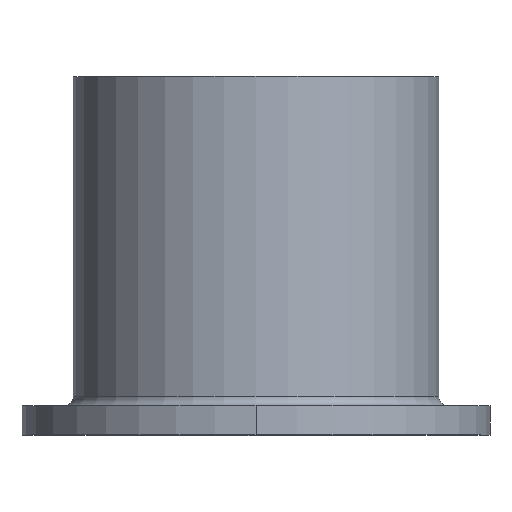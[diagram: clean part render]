
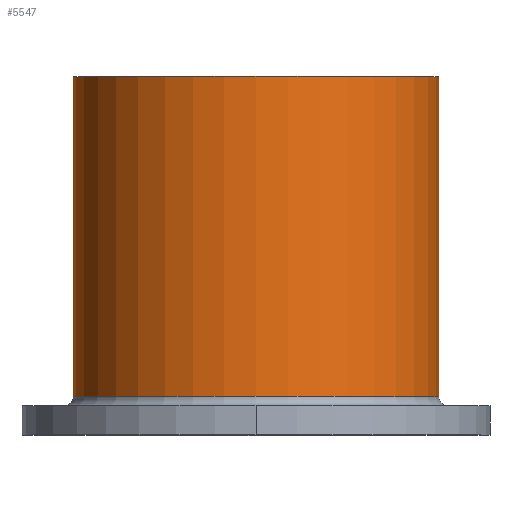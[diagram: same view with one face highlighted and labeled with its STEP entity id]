
A CAD part, top view. The second image highlights one B-rep face of the part: STEP entity #5547.
In plain terms, the highlighted cylindrical face has radius 50 mm (diameter 100 mm), a partial arc.
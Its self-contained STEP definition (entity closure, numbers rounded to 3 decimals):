
#2711=CARTESIAN_POINT('',(40.779,5.608,92.88));
#2712=DIRECTION('',(0.,-1.,0.));
#2713=DIRECTION('',(1.,0.,0.));
#2714=AXIS2_PLACEMENT_3D('',#2711,#2712,#2713);
#2727=DIRECTION('',(0.,1.,0.));
#2728=VECTOR('',#2727,87.5);
#2729=CARTESIAN_POINT('',(90.779,5.608,92.88));
#2730=LINE('',#2729,#2728);
#2734=DIRECTION('',(0.,-1.,0.));
#2735=VECTOR('',#2734,87.5);
#2736=CARTESIAN_POINT('',(-9.221,93.108,92.88));
#2737=LINE('',#2736,#2735);
#2749=CARTESIAN_POINT('',(40.779,93.108,92.88));
#2750=DIRECTION('',(0.,-1.,0.));
#2751=DIRECTION('',(1.,0.,0.));
#2752=AXIS2_PLACEMENT_3D('',#2749,#2750,#2751);
#2895=CARTESIAN_POINT('',(90.779,93.108,92.88));
#2896=CARTESIAN_POINT('',(-9.221,93.108,92.88));
#2897=VERTEX_POINT('',#2895);
#2898=VERTEX_POINT('',#2896);
#3241=CARTESIAN_POINT('',(90.779,5.608,92.88));
#3242=CARTESIAN_POINT('',(-9.221,5.608,92.88));
#3243=VERTEX_POINT('',#3241);
#3244=VERTEX_POINT('',#3242);
#5533=CARTESIAN_POINT('',(40.779,36.358,92.88));
#5534=DIRECTION('',(0.,-1.,0.));
#5535=DIRECTION('',(1.,0.,0.));
#5536=AXIS2_PLACEMENT_3D('',#5533,#5534,#5535);
#5537=CYLINDRICAL_SURFACE('',#5536,50.);
#5538=ORIENTED_EDGE('',*,*,#5523,.T.);
#5540=ORIENTED_EDGE('',*,*,#5539,.F.);
#5542=ORIENTED_EDGE('',*,*,#5541,.F.);
#5544=ORIENTED_EDGE('',*,*,#5543,.F.);
#5545=EDGE_LOOP('',(#5538,#5540,#5542,#5544));
#5546=FACE_OUTER_BOUND('',#5545,.F.);
#2715=CIRCLE('',#2714,50.);
#2753=CIRCLE('',#2752,50.);
#5523=EDGE_CURVE('',#3243,#3244,#2715,.T.);
#5539=EDGE_CURVE('',#2898,#3244,#2737,.T.);
#5541=EDGE_CURVE('',#2897,#2898,#2753,.T.);
#5543=EDGE_CURVE('',#3243,#2897,#2730,.T.);
#5547=ADVANCED_FACE('',(#5546),#5537,.T.);
